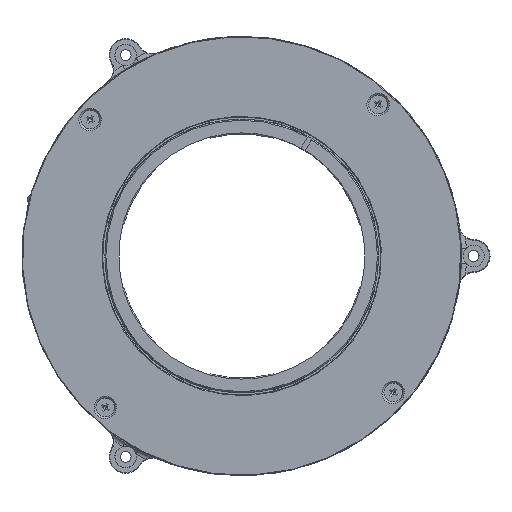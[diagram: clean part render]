
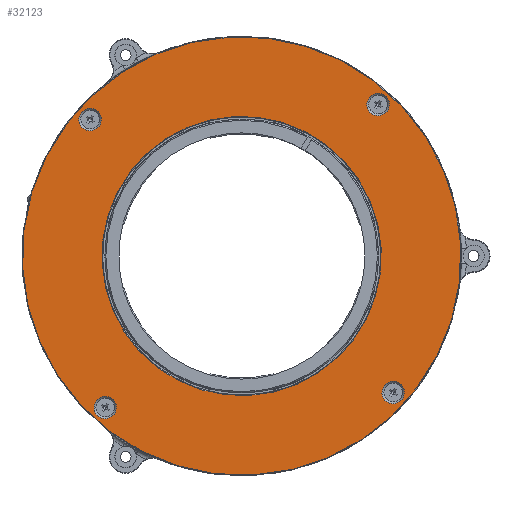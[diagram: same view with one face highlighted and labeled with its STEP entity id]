
A CAD part, front view. The second image highlights one B-rep face of the part: STEP entity #32123.
In plain terms, the highlighted planar face has unit normal (0, -1, 0).
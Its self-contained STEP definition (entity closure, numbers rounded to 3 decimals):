
#354 = CARTESIAN_POINT ( 'NONE',  ( 33.323, -10., -27.816 ) ) ;
#357 = DIRECTION ( 'NONE',  ( 0.999, 0., 0.052 ) ) ;
#624 = VERTEX_POINT ( 'NONE', #11279 ) ;
#1064 = DIRECTION ( 'NONE',  ( 0., 1., 0. ) ) ;
#1245 = DIRECTION ( 'NONE',  ( 0.999, 0., 0.052 ) ) ;
#1331 = CARTESIAN_POINT ( 'NONE',  ( -28.561, -10., -1.497 ) ) ;
#1390 = CARTESIAN_POINT ( 'NONE',  ( -30.233, -10., -31.147 ) ) ;
#1545 = AXIS2_PLACEMENT_3D ( 'NONE', #33122, #8806, #32958 ) ;
#2451 = DIRECTION ( 'NONE',  ( 0.999, 0., 0.052 ) ) ;
#2675 = EDGE_CURVE ( 'NONE', #44195, #624, #21834, .T. ) ;
#2692 = CARTESIAN_POINT ( 'NONE',  ( -33.323, -10., 27.816 ) ) ;
#2953 = CIRCLE ( 'NONE', #34740, 2.3 ) ;
#2976 = VERTEX_POINT ( 'NONE', #2692 ) ;
#3827 = FACE_BOUND ( 'NONE', #41837, .T. ) ;
#4387 = DIRECTION ( 'NONE',  ( 0., 1., 0. ) ) ;
#5320 = EDGE_LOOP ( 'NONE', ( #33114, #51095 ) ) ;
#5696 = AXIS2_PLACEMENT_3D ( 'NONE', #49267, #4387, #40821 ) ;
#6078 = AXIS2_PLACEMENT_3D ( 'NONE', #31378, #47754, #11770 ) ;
#7196 = ORIENTED_EDGE ( 'NONE', *, *, #36852, .T. ) ;
#7205 = AXIS2_PLACEMENT_3D ( 'NONE', #15963, #48178, #24069 ) ;
#7293 = CARTESIAN_POINT ( 'NONE',  ( -31.026, -10., 27.936 ) ) ;
#7798 = CARTESIAN_POINT ( 'NONE',  ( 30.233, -10., 31.147 ) ) ;
#8180 = FACE_OUTER_BOUND ( 'NONE', #20730, .T. ) ;
#8212 = EDGE_CURVE ( 'NONE', #23742, #11608, #46707, .T. ) ;
#8806 = DIRECTION ( 'NONE',  ( 0., 1., 0. ) ) ;
#9128 = EDGE_CURVE ( 'NONE', #19691, #17214, #22684, .T. ) ;
#11022 = CARTESIAN_POINT ( 'NONE',  ( 0., -10., 0. ) ) ;
#11062 = ORIENTED_EDGE ( 'NONE', *, *, #2675, .T. ) ;
#11063 = ORIENTED_EDGE ( 'NONE', *, *, #39639, .T. ) ;
#11083 = ORIENTED_EDGE ( 'NONE', *, *, #8212, .T. ) ;
#11246 = AXIS2_PLACEMENT_3D ( 'NONE', #40165, #24489, #357 ) ;
#11279 = CARTESIAN_POINT ( 'NONE',  ( -25.639, -10., -30.906 ) ) ;
#11608 = VERTEX_POINT ( 'NONE', #1331 ) ;
#11770 = DIRECTION ( 'NONE',  ( 0.999, 0., 0.052 ) ) ;
#13321 = VERTEX_POINT ( 'NONE', #7798 ) ;
#13896 = AXIS2_PLACEMENT_3D ( 'NONE', #11022, #39246, #2451 ) ;
#14306 = EDGE_CURVE ( 'NONE', #28959, #44605, #27238, .T. ) ;
#14768 = VERTEX_POINT ( 'NONE', #17825 ) ;
#15359 = AXIS2_PLACEMENT_3D ( 'NONE', #27707, #39525, #51514 ) ;
#15796 = FACE_BOUND ( 'NONE', #5320, .T. ) ;
#15963 = CARTESIAN_POINT ( 'NONE',  ( 0., -10., 0. ) ) ;
#16865 = CIRCLE ( 'NONE', #15359, 2.3 ) ;
#17214 = VERTEX_POINT ( 'NONE', #17271 ) ;
#17271 = CARTESIAN_POINT ( 'NONE',  ( -44.838, -10., -2.35 ) ) ;
#17711 = CARTESIAN_POINT ( 'NONE',  ( 28.561, -10., 1.497 ) ) ;
#17825 = CARTESIAN_POINT ( 'NONE',  ( -28.729, -10., 28.057 ) ) ;
#18035 = DIRECTION ( 'NONE',  ( 0.999, 0., 0.052 ) ) ;
#19240 = VERTEX_POINT ( 'NONE', #27388 ) ;
#19272 = CARTESIAN_POINT ( 'NONE',  ( 44.838, -10., 2.35 ) ) ;
#19431 = PLANE ( 'NONE',  #23282 ) ;
#19691 = VERTEX_POINT ( 'NONE', #19272 ) ;
#20384 = CIRCLE ( 'NONE', #11246, 2.3 ) ;
#20477 = EDGE_CURVE ( 'NONE', #2976, #14768, #20384, .T. ) ;
#20730 = EDGE_LOOP ( 'NONE', ( #47980, #7196 ) ) ;
#21834 = CIRCLE ( 'NONE', #48252, 2.3 ) ;
#22684 = CIRCLE ( 'NONE', #7205, 44.9 ) ;
#22938 = CIRCLE ( 'NONE', #36626, 2.3 ) ;
#23282 = AXIS2_PLACEMENT_3D ( 'NONE', #47078, #47252, #35284 ) ;
#23742 = VERTEX_POINT ( 'NONE', #17711 ) ;
#24036 = DIRECTION ( 'NONE',  ( 0., 1., 0. ) ) ;
#24069 = DIRECTION ( 'NONE',  ( 0.999, 0., 0.052 ) ) ;
#24409 = EDGE_LOOP ( 'NONE', ( #11063, #34437 ) ) ;
#24489 = DIRECTION ( 'NONE',  ( 0., 1., 0. ) ) ;
#25066 = ORIENTED_EDGE ( 'NONE', *, *, #36044, .T. ) ;
#25903 = CIRCLE ( 'NONE', #6078, 44.9 ) ;
#26094 = EDGE_CURVE ( 'NONE', #13321, #19240, #51871, .T. ) ;
#27238 = CIRCLE ( 'NONE', #37912, 2.3 ) ;
#27388 = CARTESIAN_POINT ( 'NONE',  ( 25.639, -10., 30.906 ) ) ;
#27707 = CARTESIAN_POINT ( 'NONE',  ( 31.026, -10., -27.936 ) ) ;
#28069 = DIRECTION ( 'NONE',  ( 0.999, 0., 0.052 ) ) ;
#28959 = VERTEX_POINT ( 'NONE', #51105 ) ;
#29357 = DIRECTION ( 'NONE',  ( 0., 1., 0. ) ) ;
#31378 = CARTESIAN_POINT ( 'NONE',  ( 0., -10., 0. ) ) ;
#31520 = FACE_BOUND ( 'NONE', #36999, .T. ) ;
#32123 = ADVANCED_FACE ( 'NONE', ( #8180, #31520, #3827, #15796, #40370, #35943 ), #19431, .F. ) ;
#32344 = EDGE_LOOP ( 'NONE', ( #36313, #38507 ) ) ;
#32958 = DIRECTION ( 'NONE',  ( 0.999, 0., 0.052 ) ) ;
#33114 = ORIENTED_EDGE ( 'NONE', *, *, #20477, .T. ) ;
#33122 = CARTESIAN_POINT ( 'NONE',  ( 27.936, -10., 31.026 ) ) ;
#33866 = CARTESIAN_POINT ( 'NONE',  ( 31.026, -10., -27.936 ) ) ;
#34437 = ORIENTED_EDGE ( 'NONE', *, *, #26094, .T. ) ;
#34740 = AXIS2_PLACEMENT_3D ( 'NONE', #7293, #24036, #47981 ) ;
#35284 = DIRECTION ( 'NONE',  ( 0.999, 0., 0.052 ) ) ;
#35943 = FACE_BOUND ( 'NONE', #32344, .T. ) ;
#36044 = EDGE_CURVE ( 'NONE', #624, #44195, #51030, .T. ) ;
#36313 = ORIENTED_EDGE ( 'NONE', *, *, #14306, .T. ) ;
#36626 = AXIS2_PLACEMENT_3D ( 'NONE', #41528, #29357, #45377 ) ;
#36852 = EDGE_CURVE ( 'NONE', #17214, #19691, #25903, .T. ) ;
#36999 = EDGE_LOOP ( 'NONE', ( #51202, #11083 ) ) ;
#37341 = CARTESIAN_POINT ( 'NONE',  ( 0., -10., 0. ) ) ;
#37912 = AXIS2_PLACEMENT_3D ( 'NONE', #33866, #42519, #18035 ) ;
#38507 = ORIENTED_EDGE ( 'NONE', *, *, #43466, .T. ) ;
#39246 = DIRECTION ( 'NONE',  ( 0., 1., 0. ) ) ;
#39525 = DIRECTION ( 'NONE',  ( 0., 1., 0. ) ) ;
#39639 = EDGE_CURVE ( 'NONE', #19240, #13321, #22938, .T. ) ;
#40069 = DIRECTION ( 'NONE',  ( 0., 1., 0. ) ) ;
#40165 = CARTESIAN_POINT ( 'NONE',  ( -31.026, -10., 27.936 ) ) ;
#40370 = FACE_BOUND ( 'NONE', #24409, .T. ) ;
#40703 = EDGE_CURVE ( 'NONE', #11608, #23742, #44789, .T. ) ;
#40821 = DIRECTION ( 'NONE',  ( 0.999, 0., 0.052 ) ) ;
#41528 = CARTESIAN_POINT ( 'NONE',  ( 27.936, -10., 31.026 ) ) ;
#41837 = EDGE_LOOP ( 'NONE', ( #11062, #25066 ) ) ;
#41931 = EDGE_CURVE ( 'NONE', #14768, #2976, #2953, .T. ) ;
#42519 = DIRECTION ( 'NONE',  ( 0., 1., 0. ) ) ;
#43466 = EDGE_CURVE ( 'NONE', #44605, #28959, #16865, .T. ) ;
#44195 = VERTEX_POINT ( 'NONE', #1390 ) ;
#44605 = VERTEX_POINT ( 'NONE', #354 ) ;
#44789 = CIRCLE ( 'NONE', #49204, 28.6 ) ;
#45377 = DIRECTION ( 'NONE',  ( 0.999, 0., 0.052 ) ) ;
#46707 = CIRCLE ( 'NONE', #13896, 28.6 ) ;
#47078 = CARTESIAN_POINT ( 'NONE',  ( 0., -10., 0. ) ) ;
#47252 = DIRECTION ( 'NONE',  ( 0., 1., 0. ) ) ;
#47754 = DIRECTION ( 'NONE',  ( 0., -1., 0. ) ) ;
#47980 = ORIENTED_EDGE ( 'NONE', *, *, #9128, .T. ) ;
#47981 = DIRECTION ( 'NONE',  ( 0.999, 0., 0.052 ) ) ;
#48163 = CARTESIAN_POINT ( 'NONE',  ( -27.936, -10., -31.026 ) ) ;
#48178 = DIRECTION ( 'NONE',  ( 0., -1., 0. ) ) ;
#48252 = AXIS2_PLACEMENT_3D ( 'NONE', #48163, #40069, #28069 ) ;
#49204 = AXIS2_PLACEMENT_3D ( 'NONE', #37341, #1064, #1245 ) ;
#49267 = CARTESIAN_POINT ( 'NONE',  ( -27.936, -10., -31.026 ) ) ;
#51030 = CIRCLE ( 'NONE', #5696, 2.3 ) ;
#51095 = ORIENTED_EDGE ( 'NONE', *, *, #41931, .T. ) ;
#51105 = CARTESIAN_POINT ( 'NONE',  ( 28.729, -10., -28.057 ) ) ;
#51202 = ORIENTED_EDGE ( 'NONE', *, *, #40703, .T. ) ;
#51514 = DIRECTION ( 'NONE',  ( 0.999, 0., 0.052 ) ) ;
#51871 = CIRCLE ( 'NONE', #1545, 2.3 ) ;
